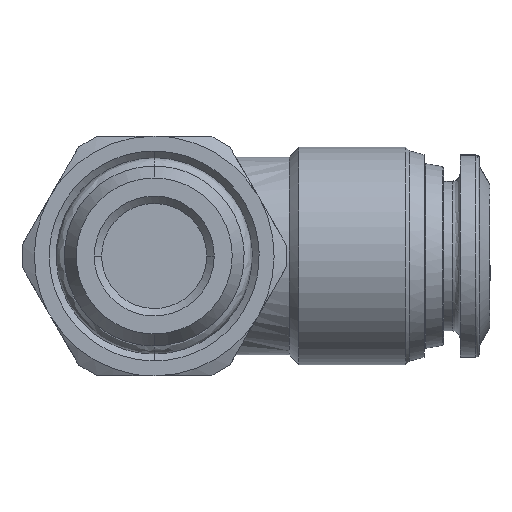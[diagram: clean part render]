
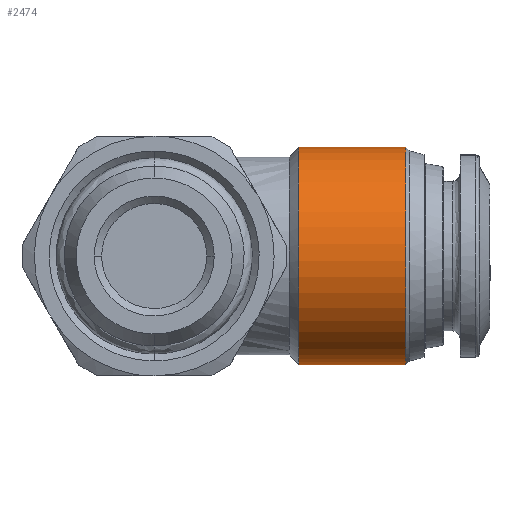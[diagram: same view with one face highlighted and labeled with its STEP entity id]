
A CAD part, front view. The second image highlights one B-rep face of the part: STEP entity #2474.
In plain terms, the highlighted free-form (B-spline) face has degree [1, 3] with [2, 4] control points.
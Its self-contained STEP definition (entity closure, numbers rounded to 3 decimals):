
#1008 = B_SPLINE_CURVE_WITH_KNOTS ( 'NONE', 1,
 ( #5920, #2550 ),
 .UNSPECIFIED., .F., .F.,
 ( 2, 2 ),
 ( -1., 0. ),
 .UNSPECIFIED. ) ;
#1078 = CARTESIAN_POINT ( 'NONE',  ( 16.768, 0., -7.25 ) ) ;
#1184 = CARTESIAN_POINT ( 'NONE',  ( 9.65, -14.5, 7.25 ) ) ;
#1390 = EDGE_CURVE ( 'NONE', #5873, #6303, #1008, .T. ) ;
#1499 = CARTESIAN_POINT ( 'NONE',  ( 16.768, -14.5, -7.25 ) ) ;
#1559 = ORIENTED_EDGE ( 'NONE', *, *, #3354, .F. ) ;
#1668 =( BOUNDED_SURFACE ( )  B_SPLINE_SURFACE ( 1, 3, ( 
 ( #5426, #1499, #6554, #4882 ),
 ( #6527, #3171, #2078, #4935 ) ),
 .UNSPECIFIED., .F., .F., .F. ) 
 B_SPLINE_SURFACE_WITH_KNOTS ( ( 2, 2 ),
 ( 4, 4 ),
 ( 0., 1. ),
 ( 0., 1. ),
 .UNSPECIFIED. ) 
 GEOMETRIC_REPRESENTATION_ITEM ( )  RATIONAL_B_SPLINE_SURFACE ( (
 ( 1., 0.333, 0.333, 1.),
 ( 1., 0.333, 0.333, 1.) ) ) 
 REPRESENTATION_ITEM ( '' )  SURFACE ( )  );
#1734 = ORIENTED_EDGE ( 'NONE', *, *, #2748, .T. ) ;
#2037 = CARTESIAN_POINT ( 'NONE',  ( 9.65, 0., 7.25 ) ) ;
#2078 = CARTESIAN_POINT ( 'NONE',  ( 9.65, -14.5, 7.25 ) ) ;
#2237 = VERTEX_POINT ( 'NONE', #2725 ) ;
#2363 =( BOUNDED_CURVE ( )  B_SPLINE_CURVE ( 3, ( #3711, #2554, #5418, #5926 ),
 .UNSPECIFIED., .F., .F. ) 
 B_SPLINE_CURVE_WITH_KNOTS ( ( 4, 4 ),
 ( -3.142, 0. ),
 .UNSPECIFIED. ) 
 CURVE ( )  GEOMETRIC_REPRESENTATION_ITEM ( )  RATIONAL_B_SPLINE_CURVE ( ( 1., 0.333, 0.333, 1. ) ) 
 REPRESENTATION_ITEM ( '' )  );
#2398 = CARTESIAN_POINT ( 'NONE',  ( 9.65, 0., -7.25 ) ) ;
#2464 = B_SPLINE_CURVE_WITH_KNOTS ( 'NONE', 1,
 ( #2037, #3157 ),
 .UNSPECIFIED., .F., .F.,
 ( 2, 2 ),
 ( -1., 0. ),
 .UNSPECIFIED. ) ;
#2474 = ADVANCED_FACE ( 'NONE', ( #3728 ), #1668, .F. ) ;
#2550 = CARTESIAN_POINT ( 'NONE',  ( 9.65, 0., -7.25 ) ) ;
#2554 = CARTESIAN_POINT ( 'NONE',  ( 16.768, -14.5, 7.25 ) ) ;
#2725 = CARTESIAN_POINT ( 'NONE',  ( 16.768, 0., 7.25 ) ) ;
#2748 = EDGE_CURVE ( 'NONE', #5680, #6303, #4062, .T. ) ;
#3157 = CARTESIAN_POINT ( 'NONE',  ( 16.768, 0., 7.25 ) ) ;
#3171 = CARTESIAN_POINT ( 'NONE',  ( 9.65, -14.5, -7.25 ) ) ;
#3354 = EDGE_CURVE ( 'NONE', #5680, #2237, #2464, .T. ) ;
#3674 = CARTESIAN_POINT ( 'NONE',  ( 9.65, 0., 7.25 ) ) ;
#3711 = CARTESIAN_POINT ( 'NONE',  ( 16.768, 0., 7.25 ) ) ;
#3728 = FACE_OUTER_BOUND ( 'NONE', #5793, .T. ) ;
#3790 = CARTESIAN_POINT ( 'NONE',  ( 9.65, 0., -7.25 ) ) ;
#4062 =( BOUNDED_CURVE ( )  B_SPLINE_CURVE ( 3, ( #4571, #1184, #5190, #2398 ),
 .UNSPECIFIED., .F., .F. ) 
 B_SPLINE_CURVE_WITH_KNOTS ( ( 4, 4 ),
 ( -3.142, 0. ),
 .UNSPECIFIED. ) 
 CURVE ( )  GEOMETRIC_REPRESENTATION_ITEM ( )  RATIONAL_B_SPLINE_CURVE ( ( 1., 0.333, 0.333, 1. ) ) 
 REPRESENTATION_ITEM ( '' )  );
#4571 = CARTESIAN_POINT ( 'NONE',  ( 9.65, 0., 7.25 ) ) ;
#4882 = CARTESIAN_POINT ( 'NONE',  ( 16.768, 0., 7.25 ) ) ;
#4935 = CARTESIAN_POINT ( 'NONE',  ( 9.65, 0., 7.25 ) ) ;
#5078 = EDGE_CURVE ( 'NONE', #2237, #5873, #2363, .T. ) ;
#5190 = CARTESIAN_POINT ( 'NONE',  ( 9.65, -14.5, -7.25 ) ) ;
#5413 = ORIENTED_EDGE ( 'NONE', *, *, #5078, .F. ) ;
#5418 = CARTESIAN_POINT ( 'NONE',  ( 16.768, -14.5, -7.25 ) ) ;
#5426 = CARTESIAN_POINT ( 'NONE',  ( 16.768, 0., -7.25 ) ) ;
#5680 = VERTEX_POINT ( 'NONE', #3674 ) ;
#5793 = EDGE_LOOP ( 'NONE', ( #5413, #1559, #1734, #6112 ) ) ;
#5873 = VERTEX_POINT ( 'NONE', #1078 ) ;
#5920 = CARTESIAN_POINT ( 'NONE',  ( 16.768, 0., -7.25 ) ) ;
#5926 = CARTESIAN_POINT ( 'NONE',  ( 16.768, 0., -7.25 ) ) ;
#6112 = ORIENTED_EDGE ( 'NONE', *, *, #1390, .F. ) ;
#6303 = VERTEX_POINT ( 'NONE', #3790 ) ;
#6527 = CARTESIAN_POINT ( 'NONE',  ( 9.65, 0., -7.25 ) ) ;
#6554 = CARTESIAN_POINT ( 'NONE',  ( 16.768, -14.5, 7.25 ) ) ;
